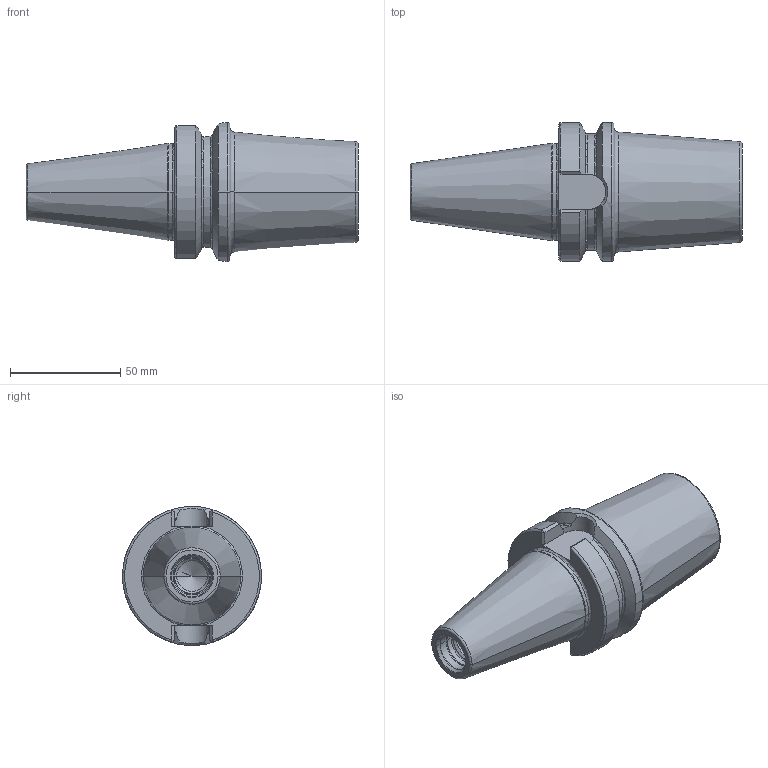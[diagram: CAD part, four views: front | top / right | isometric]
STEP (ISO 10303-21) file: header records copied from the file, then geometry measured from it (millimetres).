
FILE_DESCRIPTION((''),'2;1');
FILE_NAME('40-645-25-3','2011-08-22T',('mei'),(''),'PRO/ENGINEER BY PARAMETRIC TECHNOLOGY CORPORATION, 2010430','PRO/ENGINEER BY PARAMETRIC TECHNOLOGY CORPORATION, 2010430','');
FILE_SCHEMA(('CONFIG_CONTROL_DESIGN'));
Length unit declared in the file: millimetre
Products named in the file (1): 40-645-25-3
Bounding box: 150.4 x 62.98 x 62.98 mm (x, y, z)
Volume: 212264.2 mm3; surface area: 34649.3 mm2
Topology: 1 solids, 2 shells, 94 faces, 226 edges, 135 vertices
Faces by surface type: plane 26, torus 24, cylinder 20, cone 18, bspline 6
Entity records: 3167 total; most frequent: CARTESIAN_POINT 971, DIRECTION 466, ORIENTED_EDGE 440, EDGE_CURVE 222, AXIS2_PLACEMENT_3D 193, VERTEX_POINT 135, CIRCLE 104, EDGE_LOOP 99
